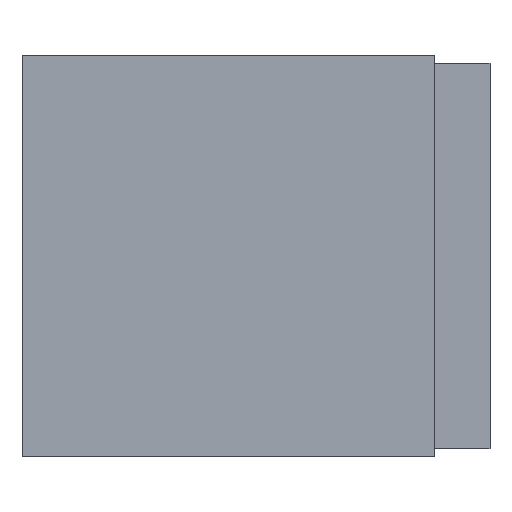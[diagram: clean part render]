
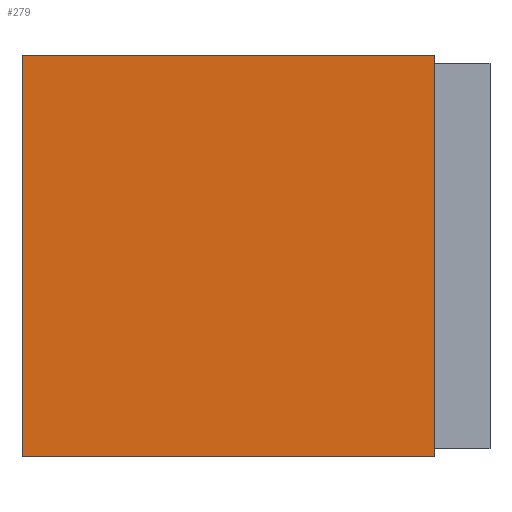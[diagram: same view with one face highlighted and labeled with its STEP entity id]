
A CAD part, front view. The second image highlights one B-rep face of the part: STEP entity #279.
In plain terms, the highlighted planar face has unit normal (0, -1, 0).
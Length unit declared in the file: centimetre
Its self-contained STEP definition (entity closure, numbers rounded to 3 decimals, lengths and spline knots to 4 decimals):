
#9 = VERTEX_POINT ( 'NONE', #365 ) ;
#14 = ORIENTED_EDGE ( 'NONE', *, *, #162, .F. ) ;
#52 = DIRECTION ( 'NONE',  ( 0., 0., 1. ) ) ;
#57 = EDGE_CURVE ( 'NONE', #151, #124, #244, .T. ) ;
#59 = CARTESIAN_POINT ( 'NONE',  ( -3., 0., 0.3 ) ) ;
#63 = CARTESIAN_POINT ( 'NONE',  ( -18., 0., 14.6 ) ) ;
#68 = ORIENTED_EDGE ( 'NONE', *, *, #57, .T. ) ;
#74 = CARTESIAN_POINT ( 'NONE',  ( 0., 0., 0. ) ) ;
#91 = DIRECTION ( 'NONE',  ( 1., 0., 0. ) ) ;
#105 = FACE_OUTER_BOUND ( 'NONE', #269, .T. ) ;
#115 = CARTESIAN_POINT ( 'NONE',  ( -18., 0., 0. ) ) ;
#124 = VERTEX_POINT ( 'NONE', #254 ) ;
#141 = VECTOR ( 'NONE', #327, 100. ) ;
#151 = VERTEX_POINT ( 'NONE', #115 ) ;
#152 = LINE ( 'NONE', #350, #196 ) ;
#162 = EDGE_CURVE ( 'NONE', #151, #233, #282, .T. ) ;
#174 = CARTESIAN_POINT ( 'NONE',  ( -18., 0., 0. ) ) ;
#192 = DIRECTION ( 'NONE',  ( 0., 1., 0. ) ) ;
#194 = DIRECTION ( 'NONE',  ( 0., 0., 1. ) ) ;
#196 = VECTOR ( 'NONE', #91, 100. ) ;
#203 = LINE ( 'NONE', #59, #319 ) ;
#209 = ORIENTED_EDGE ( 'NONE', *, *, #352, .F. ) ;
#215 = AXIS2_PLACEMENT_3D ( 'NONE', #277, #192, #52 ) ;
#233 = VERTEX_POINT ( 'NONE', #63 ) ;
#244 = LINE ( 'NONE', #74, #141 ) ;
#254 = CARTESIAN_POINT ( 'NONE',  ( -3., 0., 0. ) ) ;
#266 = EDGE_CURVE ( 'NONE', #124, #9, #203, .T. ) ;
#269 = EDGE_LOOP ( 'NONE', ( #14, #68, #315, #209 ) ) ;
#277 = CARTESIAN_POINT ( 'NONE',  ( 0., 0., 0. ) ) ;
#279 = ADVANCED_FACE ( 'NONE', ( #105 ), #337, .F. ) ;
#282 = LINE ( 'NONE', #174, #326 ) ;
#311 = DIRECTION ( 'NONE',  ( 0., 0., 1. ) ) ;
#315 = ORIENTED_EDGE ( 'NONE', *, *, #266, .T. ) ;
#319 = VECTOR ( 'NONE', #311, 100. ) ;
#326 = VECTOR ( 'NONE', #194, 100. ) ;
#327 = DIRECTION ( 'NONE',  ( 1., 0., 0. ) ) ;
#337 = PLANE ( 'NONE',  #215 ) ;
#350 = CARTESIAN_POINT ( 'NONE',  ( 0., 0., 14.6 ) ) ;
#352 = EDGE_CURVE ( 'NONE', #233, #9, #152, .T. ) ;
#365 = CARTESIAN_POINT ( 'NONE',  ( -3., 0., 14.6 ) ) ;
